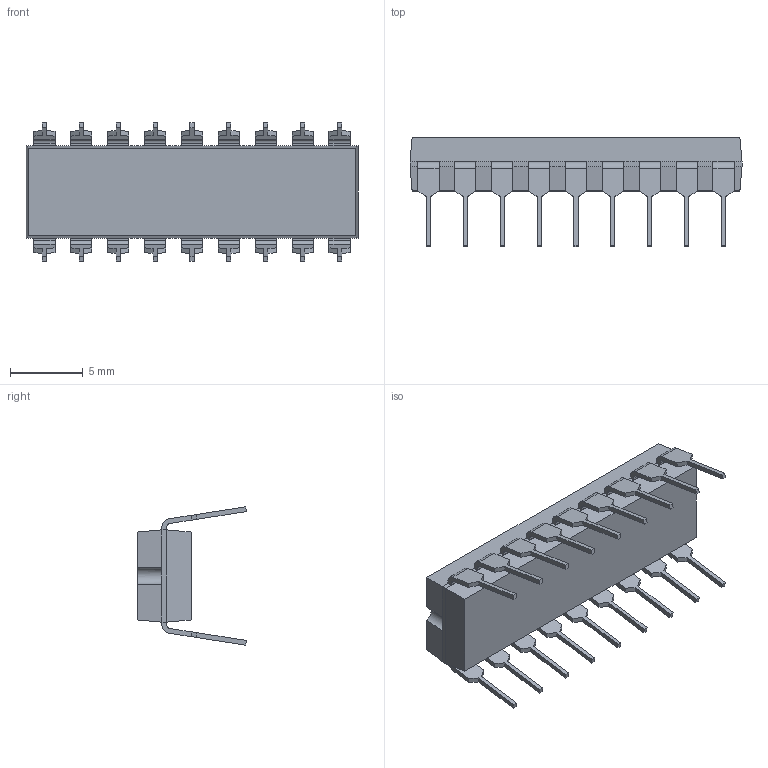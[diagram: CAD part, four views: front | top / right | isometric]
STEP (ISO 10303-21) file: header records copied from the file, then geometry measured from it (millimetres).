
FILE_DESCRIPTION (( 'STEP AP214' ), '1' );
FILE_NAME ('LM3914N.STEP', '2019-07-30T12:03:09', ( '' ), ( '' ), 'SwSTEP 2.0', 'SolidWorks 2017', '' );
FILE_SCHEMA (( 'AUTOMOTIVE_DESIGN' ));
Length unit declared in the file: inch
Products named in the file (1): LM3914N
Bounding box: 22.86 x 7.49 x 9.53 mm (x, y, z)
Volume: 547.3 mm3; surface area: 742.5 mm2
Topology: 19 solids, 19 shells, 269 faces, 683 edges, 452 vertices
Faces by surface type: plane 232, cylinder 37
Entity records: 11323 total; most frequent: CARTESIAN_POINT 1411, ORIENTED_EDGE 1366, DIRECTION 1295, EDGE_CURVE 683, VECTOR 607, LINE 607, VERTEX_POINT 452, AXIS2_PLACEMENT_3D 344
